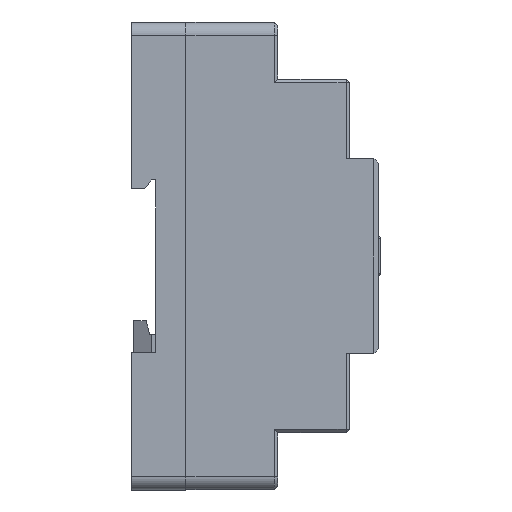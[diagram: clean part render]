
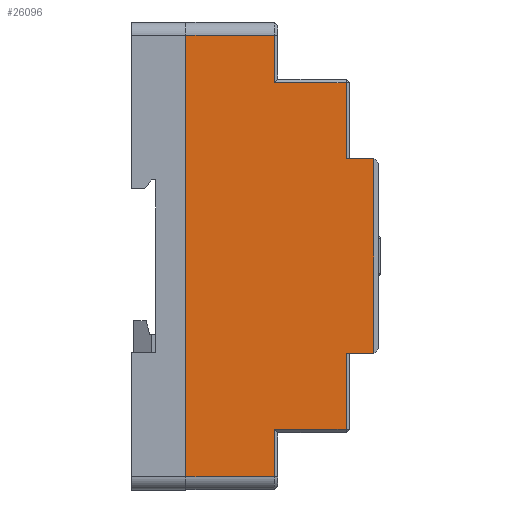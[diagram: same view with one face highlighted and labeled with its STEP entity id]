
A CAD part, left-side view. The second image highlights one B-rep face of the part: STEP entity #26096.
In plain terms, the highlighted face is planar.
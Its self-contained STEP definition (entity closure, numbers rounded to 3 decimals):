
#1987=FACE_OUTER_BOUND('',#3339,.T.);
#3339=EDGE_LOOP('',(#21577,#21578,#21579,#21580,#21581,#21582,#21583,#21584,
#21585,#21586,#21587,#21588));
#4236=LINE('',#36521,#7442);
#4363=LINE('',#36779,#7569);
#5655=LINE('',#39579,#8861);
#6099=LINE('',#40661,#9305);
#6104=LINE('',#40670,#9310);
#6106=LINE('',#40673,#9312);
#6128=LINE('',#40723,#9334);
#6129=LINE('',#40725,#9335);
#6130=LINE('',#40727,#9336);
#6131=LINE('',#40729,#9337);
#6132=LINE('',#40730,#9338);
#6133=LINE('',#40731,#9339);
#7442=VECTOR('',#29547,10.);
#7569=VECTOR('',#29718,10.);
#8861=VECTOR('',#32160,10.);
#9305=VECTOR('',#33236,10.);
#9310=VECTOR('',#33245,10.);
#9312=VECTOR('',#33249,10.);
#9334=VECTOR('',#33299,10.);
#9335=VECTOR('',#33300,10.);
#9336=VECTOR('',#33301,10.);
#9337=VECTOR('',#33302,10.);
#9338=VECTOR('',#33303,10.);
#9339=VECTOR('',#33304,10.);
#10570=VERTEX_POINT('',#36518);
#10571=VERTEX_POINT('',#36520);
#10678=VERTEX_POINT('',#36775);
#10680=VERTEX_POINT('',#36778);
#11511=VERTEX_POINT('',#39345);
#11613=VERTEX_POINT('',#39577);
#11934=VERTEX_POINT('',#40658);
#11935=VERTEX_POINT('',#40660);
#11937=VERTEX_POINT('',#40666);
#11952=VERTEX_POINT('',#40724);
#11953=VERTEX_POINT('',#40726);
#11954=VERTEX_POINT('',#40728);
#13208=EDGE_CURVE('',#10570,#10571,#4236,.T.);
#13340=EDGE_CURVE('',#10680,#10678,#4363,.T.);
#14793=EDGE_CURVE('',#11511,#11613,#5655,.T.);
#15352=EDGE_CURVE('',#11934,#11935,#6099,.T.);
#15357=EDGE_CURVE('',#11935,#11937,#6104,.T.);
#15359=EDGE_CURVE('',#11937,#11613,#6106,.T.);
#15385=EDGE_CURVE('',#10571,#11934,#6128,.T.);
#15386=EDGE_CURVE('',#11952,#10570,#6129,.T.);
#15387=EDGE_CURVE('',#11953,#11952,#6130,.T.);
#15388=EDGE_CURVE('',#11954,#11953,#6131,.T.);
#15389=EDGE_CURVE('',#10680,#11954,#6132,.T.);
#15390=EDGE_CURVE('',#11511,#10678,#6133,.T.);
#21577=ORIENTED_EDGE('',*,*,#14793,.T.);
#21578=ORIENTED_EDGE('',*,*,#15359,.F.);
#21579=ORIENTED_EDGE('',*,*,#15357,.F.);
#21580=ORIENTED_EDGE('',*,*,#15352,.F.);
#21581=ORIENTED_EDGE('',*,*,#15385,.F.);
#21582=ORIENTED_EDGE('',*,*,#13208,.F.);
#21583=ORIENTED_EDGE('',*,*,#15386,.F.);
#21584=ORIENTED_EDGE('',*,*,#15387,.F.);
#21585=ORIENTED_EDGE('',*,*,#15388,.F.);
#21586=ORIENTED_EDGE('',*,*,#15389,.F.);
#21587=ORIENTED_EDGE('',*,*,#13340,.T.);
#21588=ORIENTED_EDGE('',*,*,#15390,.F.);
#24952=PLANE('',#27913);
#26096=ADVANCED_FACE('',(#1987),#24952,.T.);
#27913=AXIS2_PLACEMENT_3D('',#40722,#33297,#33298);
#29547=DIRECTION('',(0.,1.,0.));
#29718=DIRECTION('',(0.,0.,-1.));
#32160=DIRECTION('',(0.,0.,1.));
#33236=DIRECTION('',(0.,-1.,0.));
#33245=DIRECTION('',(0.,0.,-1.));
#33249=DIRECTION('',(0.,-1.,0.));
#33297=DIRECTION('center_axis',(1.,0.,0.));
#33298=DIRECTION('ref_axis',(0.,-1.,0.));
#33299=DIRECTION('',(0.,0.,-1.));
#33300=DIRECTION('',(0.,0.,1.));
#33301=DIRECTION('',(0.,-1.,0.));
#33302=DIRECTION('',(0.,0.,1.));
#33303=DIRECTION('',(0.,-1.,0.));
#33304=DIRECTION('',(0.,-1.,0.));
#36518=CARTESIAN_POINT('',(0.,-49.9,-1.));
#36520=CARTESIAN_POINT('',(0.,49.9,-1.));
#36521=CARTESIAN_POINT('',(0.,-49.9,-1.));
#36775=CARTESIAN_POINT('',(0.,-22.,-43.5));
#36778=CARTESIAN_POINT('',(0.,-22.,-37.2));
#36779=CARTESIAN_POINT('',(0.,-22.,-19.));
#39345=CARTESIAN_POINT('',(0.,22.,-43.5));
#39577=CARTESIAN_POINT('',(0.,22.,-37.2));
#39579=CARTESIAN_POINT('',(0.,22.,-22.25));
#40658=CARTESIAN_POINT('',(0.,49.9,-21.));
#40660=CARTESIAN_POINT('',(0.,39.2,-21.));
#40661=CARTESIAN_POINT('',(0.,46.45,-21.));
#40666=CARTESIAN_POINT('',(0.,39.2,-37.2));
#40670=CARTESIAN_POINT('',(0.,39.2,-19.));
#40673=CARTESIAN_POINT('',(0.,37.45,-37.2));
#40722=CARTESIAN_POINT('Origin',(0.,52.9,0.));
#40723=CARTESIAN_POINT('',(0.,49.9,0.));
#40724=CARTESIAN_POINT('',(0.,-49.9,-21.));
#40725=CARTESIAN_POINT('',(0.,-49.9,-1.5));
#40726=CARTESIAN_POINT('',(0.,-39.2,-21.));
#40727=CARTESIAN_POINT('',(0.,0.,-21.));
#40728=CARTESIAN_POINT('',(0.,-39.2,-37.2));
#40729=CARTESIAN_POINT('',(0.,-39.2,-10.9));
#40730=CARTESIAN_POINT('',(0.,6.45,-37.2));
#40731=CARTESIAN_POINT('',(0.,26.45,-43.5));
